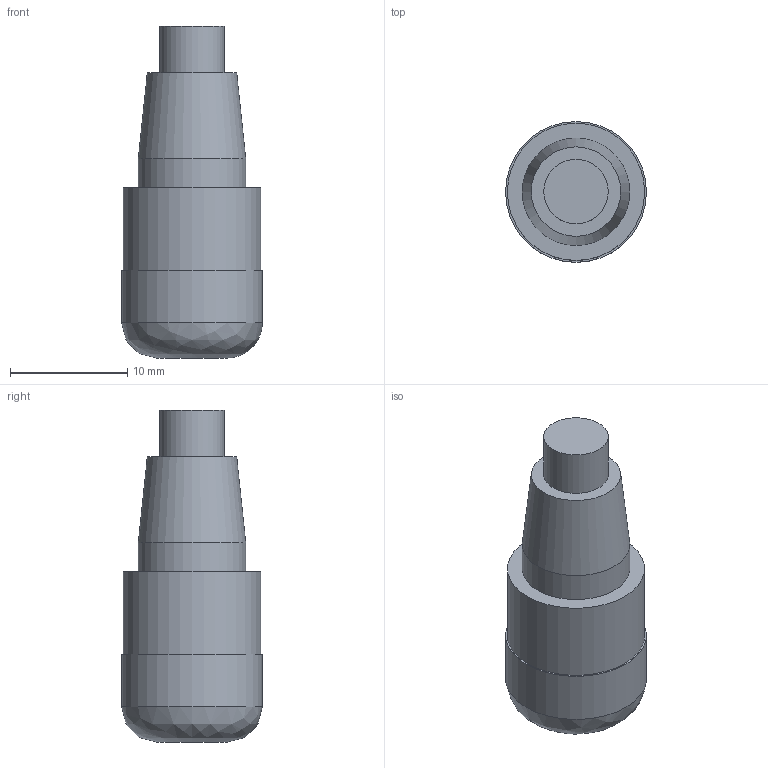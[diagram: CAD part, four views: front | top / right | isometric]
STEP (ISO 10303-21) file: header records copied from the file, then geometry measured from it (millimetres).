
FILE_DESCRIPTION(('STEP'), '1');
FILE_NAME('MOD000000000000000020082348400000.stp', '2019-01-02T12:11:18', (''), (''), 'Express v3.0.0.0', 'Express Tool', 'Unknown');
FILE_SCHEMA(('AUTOMOTIVE_DESIGN'));
Length unit declared in the file: millimetre
Products named in the file (1): 316_12SM450C12030P_SIM
Bounding box: 12 x 12 x 28.3 mm (x, y, z)
Volume: 2197 mm3; surface area: 1244.3 mm2
Topology: 2 solids, 2 shells, 12 faces, 29 edges, 24 vertices
Faces by surface type: bspline 12
Entity records: 536 total; most frequent: CARTESIAN_POINT 203, DIRECTION 55, ORIENTED_EDGE 48, EDGE_CURVE 24, AXIS2_PLACEMENT_3D 23, CIRCLE 20, VERTEX_POINT 18, EDGE_LOOP 14
